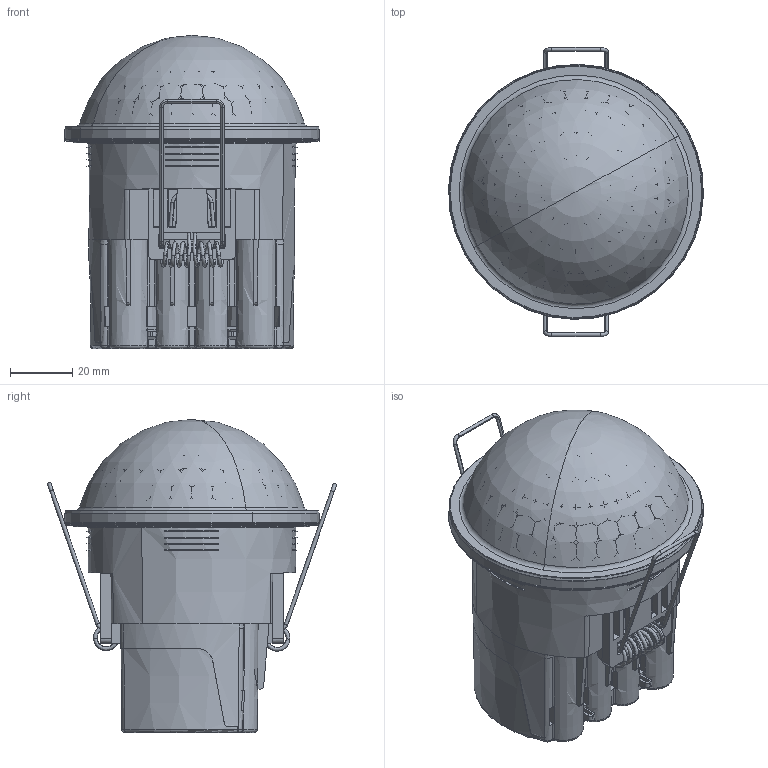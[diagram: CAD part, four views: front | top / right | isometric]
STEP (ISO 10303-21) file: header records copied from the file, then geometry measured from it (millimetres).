
FILE_DESCRIPTION(('CATIA V5 STEP Exchange'),'2;1');
FILE_NAME('BIM_06-PM-0000_X0-V2-E01-050411_ZSB_G_SERIE_DE_VERSION_24_PKP14-15_ALLCATPART.stp','2015-08-20T13:20:29+00:00',('none'),('none'),'CATIA Version 5 Release 19 SP 3 (IN-10)','CATIA V5 STEP AP214','none');
FILE_SCHEMA(('AUTOMOTIVE_DESIGN { 1 0 10303 214 1 1 1 1 }'));
Length unit declared in the file: millimetre
Products named in the file (1): BIM_06-PM-0000_X0-V2-E01-050411_ZSB_G_SERIE_DE_VERSION_24_PKP14-15_AllCATPart
Bounding box: 81.98 x 92.95 x 100.7 mm (x, y, z)
Volume: 48939.6 mm3; surface area: 72387.3 mm2
Topology: 13 solids, 13 shells, 1429 faces, 4706 edges, 2860 vertices
Faces by surface type: sphere 520, plane 340, bspline 224, cone 167, cylinder 118, torus 56, extrusion 4
Entity records: 59558 total; most frequent: CARTESIAN_POINT 29054, ORIENTED_EDGE 8488, EDGE_CURVE 4244, DIRECTION 3078, VERTEX_POINT 2860, B_SPLINE_CURVE_WITH_KNOTS 2490, AXIS2_PLACEMENT_3D 1713, EDGE_LOOP 1476
